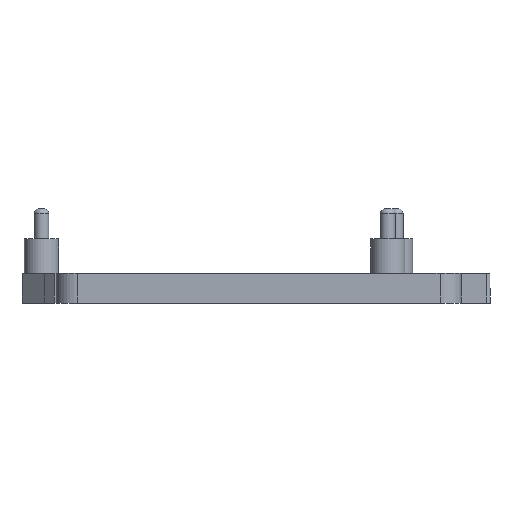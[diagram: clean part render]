
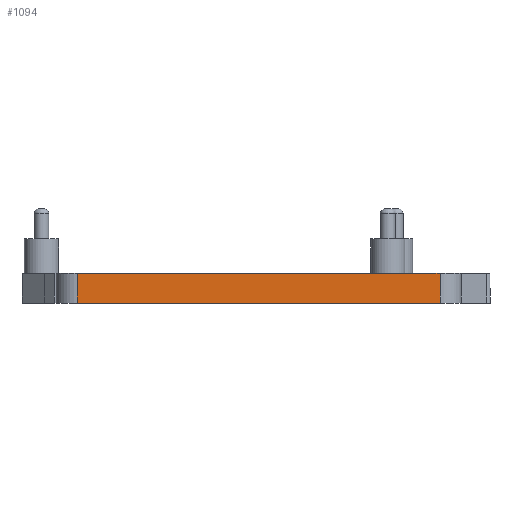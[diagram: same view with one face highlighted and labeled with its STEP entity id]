
A CAD part, front view. The second image highlights one B-rep face of the part: STEP entity #1094.
In plain terms, the highlighted planar face has unit normal (0, -1, 0).
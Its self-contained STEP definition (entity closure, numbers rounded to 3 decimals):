
#86=PLANE('',#1220);
#147=FACE_OUTER_BOUND('',#251,.T.);
#251=EDGE_LOOP('',(#972,#973,#974,#975));
#289=LINE('',#1657,#363);
#300=LINE('',#1710,#374);
#319=LINE('',#1758,#393);
#321=LINE('',#1762,#395);
#363=VECTOR('',#1326,10.);
#374=VECTOR('',#1369,10.);
#393=VECTOR('',#1412,10.);
#395=VECTOR('',#1418,10.);
#515=VERTEX_POINT('',#1654);
#516=VERTEX_POINT('',#1656);
#541=VERTEX_POINT('',#1707);
#542=VERTEX_POINT('',#1709);
#631=EDGE_CURVE('',#515,#516,#289,.T.);
#657=EDGE_CURVE('',#542,#541,#300,.T.);
#683=EDGE_CURVE('',#542,#515,#319,.T.);
#685=EDGE_CURVE('',#516,#541,#321,.T.);
#972=ORIENTED_EDGE('',*,*,#683,.F.);
#973=ORIENTED_EDGE('',*,*,#657,.T.);
#974=ORIENTED_EDGE('',*,*,#685,.F.);
#975=ORIENTED_EDGE('',*,*,#631,.F.);
#1094=ADVANCED_FACE('',(#147),#86,.T.);
#1220=AXIS2_PLACEMENT_3D('',#1963,#1525,#1526);
#1326=DIRECTION('',(1.,0.,0.));
#1369=DIRECTION('',(1.,0.,0.));
#1412=DIRECTION('',(0.,0.,1.));
#1418=DIRECTION('',(0.,0.,-1.));
#1525=DIRECTION('center_axis',(0.,-1.,0.));
#1526=DIRECTION('ref_axis',(1.,0.,0.));
#1654=CARTESIAN_POINT('',(-56.84,-35.932,43.345));
#1656=CARTESIAN_POINT('',(-3.16,-35.932,43.345));
#1657=CARTESIAN_POINT('',(-60.015,-35.932,43.345));
#1707=CARTESIAN_POINT('',(-3.16,-35.932,38.945));
#1709=CARTESIAN_POINT('',(-56.84,-35.932,38.945));
#1710=CARTESIAN_POINT('',(-60.015,-35.932,38.945));
#1758=CARTESIAN_POINT('',(-56.84,-35.932,38.945));
#1762=CARTESIAN_POINT('',(-3.16,-35.932,38.945));
#1963=CARTESIAN_POINT('Origin',(-60.015,-35.932,38.945));
